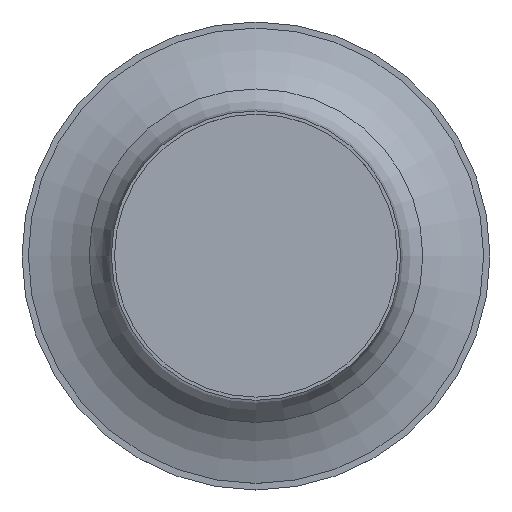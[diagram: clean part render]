
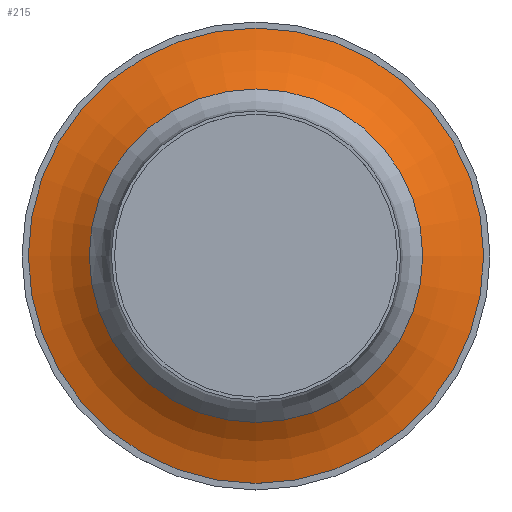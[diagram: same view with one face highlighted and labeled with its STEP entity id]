
A CAD part, top view. The second image highlights one B-rep face of the part: STEP entity #215.
In plain terms, the highlighted toroidal (fillet/blend) face has major radius 158.425 mm and minor radius 82.905 mm.
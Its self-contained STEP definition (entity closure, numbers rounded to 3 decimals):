
#46=TOROIDAL_SURFACE('',#1770,158.425,82.905);
#118=FACE_BOUND('',#382,.T.);
#119=FACE_BOUND('',#383,.T.);
#215=ADVANCED_FACE('',(#118,#119),#46,.F.);
#382=EDGE_LOOP('',(#778));
#383=EDGE_LOOP('',(#779));
#778=ORIENTED_EDGE('',*,*,#1098,.T.);
#779=ORIENTED_EDGE('',*,*,#1112,.F.);
#909=VERTEX_POINT('',#2754);
#914=VERTEX_POINT('',#2779);
#1098=EDGE_CURVE('',#909,#909,#1204,.T.);
#1112=EDGE_CURVE('',#914,#914,#1218,.T.);
#1204=CIRCLE('',#1748,105.5);
#1218=CIRCLE('',#1768,144.);
#1748=AXIS2_PLACEMENT_3D('',#2753,#2157,#2158);
#1768=AXIS2_PLACEMENT_3D('',#2778,#2197,#2198);
#1770=AXIS2_PLACEMENT_3D('',#2781,#2201,#2202);
#2157=DIRECTION('',(0.,0.,-1.));
#2158=DIRECTION('',(-1.,0.,0.));
#2197=DIRECTION('',(0.,0.,-1.));
#2198=DIRECTION('',(-1.,0.,0.));
#2201=DIRECTION('',(0.,0.,-1.));
#2202=DIRECTION('',(-1.,0.,0.));
#2753=CARTESIAN_POINT('',(0.,0.,102.427));
#2754=CARTESIAN_POINT('',(-105.5,0.,102.427));
#2778=CARTESIAN_POINT('',(0.,0.,84.6));
#2779=CARTESIAN_POINT('',(-144.,0.,84.6));
#2781=CARTESIAN_POINT('',(0.,0.,166.24));
